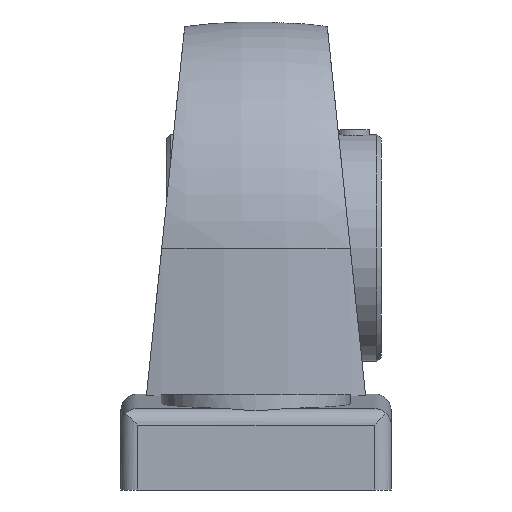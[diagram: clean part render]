
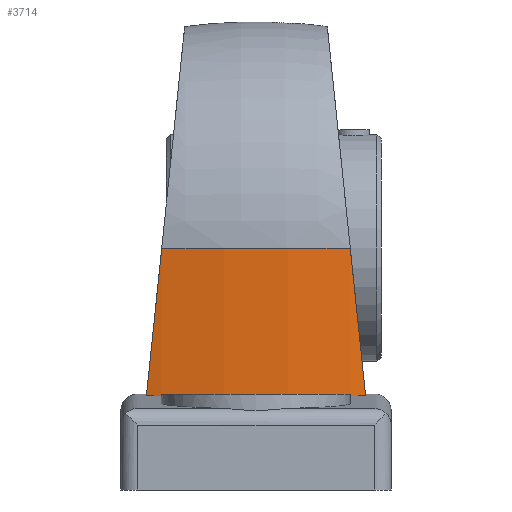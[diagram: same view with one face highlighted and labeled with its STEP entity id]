
A CAD part, front view. The second image highlights one B-rep face of the part: STEP entity #3714.
In plain terms, the highlighted cylindrical face has radius 96.062 mm (diameter 192.125 mm), a partial arc.
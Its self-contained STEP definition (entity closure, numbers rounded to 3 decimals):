
#98 = EDGE_CURVE ( 'NONE', #10086, #1153, #2389, .T. ) ;
#386 = VERTEX_POINT ( 'NONE', #8235 ) ;
#490 = ORIENTED_EDGE ( 'NONE', *, *, #7128, .T. ) ;
#576 = EDGE_CURVE ( 'NONE', #2841, #1153, #3535, .T. ) ;
#653 = CARTESIAN_POINT ( 'NONE',  ( 16.8, -38.62, -26.247 ) ) ;
#1039 = CARTESIAN_POINT ( 'NONE',  ( -16.8, -38.62, -25.9 ) ) ;
#1058 = CARTESIAN_POINT ( 'NONE',  ( -18.555, -38.295, -26.23 ) ) ;
#1153 = VERTEX_POINT ( 'NONE', #653 ) ;
#1239 = DIRECTION ( 'NONE',  ( -1., 0., 0. ) ) ;
#1374 = ORIENTED_EDGE ( 'NONE', *, *, #7903, .F. ) ;
#1436 = ORIENTED_EDGE ( 'NONE', *, *, #98, .T. ) ;
#1623 =( BOUNDED_CURVE ( )  B_SPLINE_CURVE ( 3, ( #9603, #5267, #3712, #7801 ),
 .UNSPECIFIED., .F., .T. ) 
 B_SPLINE_CURVE_WITH_KNOTS ( ( 4, 4 ),
 ( 4.887, 4.916 ),
 .UNSPECIFIED. ) 
 CURVE ( )  GEOMETRIC_REPRESENTATION_ITEM ( )  RATIONAL_B_SPLINE_CURVE ( ( 1., 1., 1., 1. ) ) 
 REPRESENTATION_ITEM ( '' )  );
#2058 = CARTESIAN_POINT ( 'NONE',  ( -19.43, -38.115, -26.22 ) ) ;
#2389 = LINE ( 'NONE', #5817, #4737 ) ;
#2559 = ORIENTED_EDGE ( 'NONE', *, *, #4253, .T. ) ;
#2659 = DIRECTION ( 'NONE',  ( -1., 0., 0. ) ) ;
#2737 = ORIENTED_EDGE ( 'NONE', *, *, #3769, .T. ) ;
#2839 = CARTESIAN_POINT ( 'NONE',  ( -17.679, -38.463, -26.239 ) ) ;
#2841 = VERTEX_POINT ( 'NONE', #7774 ) ;
#2930 = LINE ( 'NONE', #8982, #4156 ) ;
#3182 = CARTESIAN_POINT ( 'NONE',  ( 19.43, -38.115, -26.22 ) ) ;
#3535 =( BOUNDED_CURVE ( )  B_SPLINE_CURVE ( 3, ( #4003, #8262, #6548, #8103 ),
 .UNSPECIFIED., .F., .T. ) 
 B_SPLINE_CURVE_WITH_KNOTS ( ( 4, 4 ),
 ( 6.08, 6.107 ),
 .UNSPECIFIED. ) 
 CURVE ( )  GEOMETRIC_REPRESENTATION_ITEM ( )  RATIONAL_B_SPLINE_CURVE ( ( 1., 1., 1., 1. ) ) 
 REPRESENTATION_ITEM ( '' )  );
#3679 = DIRECTION ( 'NONE',  ( 0., 0., 1. ) ) ;
#3712 = CARTESIAN_POINT ( 'NONE',  ( -18.526, -38.301, -17.505 ) ) ;
#3714 = ADVANCED_FACE ( 'NONE', ( #4527 ), #6849, .T. ) ;
#3769 = EDGE_CURVE ( 'NONE', #8843, #5928, #2930, .T. ) ;
#4003 = CARTESIAN_POINT ( 'NONE',  ( 19.43, -38.115, -26.22 ) ) ;
#4120 = ORIENTED_EDGE ( 'NONE', *, *, #9341, .T. ) ;
#4156 = VECTOR ( 'NONE', #6347, 1000. ) ;
#4253 = EDGE_CURVE ( 'NONE', #10249, #386, #1623, .T. ) ;
#4489 = CARTESIAN_POINT ( 'NONE',  ( -16.8, -38.62, -26.247 ) ) ;
#4527 = FACE_OUTER_BOUND ( 'NONE', #6529, .T. ) ;
#4737 = VECTOR ( 'NONE', #9116, 1000. ) ;
#4745 = CARTESIAN_POINT ( 'NONE',  ( 18.526, -38.301, -17.505 ) ) ;
#4946 = AXIS2_PLACEMENT_3D ( 'NONE', #8803, #3679, #1239 ) ;
#5267 = CARTESIAN_POINT ( 'NONE',  ( -17.62, -38.475, -8.764 ) ) ;
#5330 = AXIS2_PLACEMENT_3D ( 'NONE', #8537, #10066, #6716 ) ;
#5391 = EDGE_CURVE ( 'NONE', #5928, #10086, #10028, .T. ) ;
#5817 = CARTESIAN_POINT ( 'NONE',  ( 16.8, -38.62, -26.112 ) ) ;
#5928 = VERTEX_POINT ( 'NONE', #1039 ) ;
#6049 = VERTEX_POINT ( 'NONE', #7009 ) ;
#6347 = DIRECTION ( 'NONE',  ( 0., 0., 1. ) ) ;
#6529 = EDGE_LOOP ( 'NONE', ( #2737, #10683, #1436, #7044, #4120, #490, #2559, #1374 ) ) ;
#6548 = CARTESIAN_POINT ( 'NONE',  ( 17.679, -38.463, -26.239 ) ) ;
#6716 = DIRECTION ( 'NONE',  ( -1., 0., 0. ) ) ;
#6849 = CYLINDRICAL_SURFACE ( 'NONE', #6994, 96.063 ) ;
#6994 = AXIS2_PLACEMENT_3D ( 'NONE', #10192, #9481, #2659 ) ;
#7009 = CARTESIAN_POINT ( 'NONE',  ( 16.711, -38.635, 0. ) ) ;
#7044 = ORIENTED_EDGE ( 'NONE', *, *, #576, .F. ) ;
#7128 = EDGE_CURVE ( 'NONE', #6049, #10249, #10060, .T. ) ;
#7382 = CARTESIAN_POINT ( 'NONE',  ( 16.711, -38.635, 0. ) ) ;
#7774 = CARTESIAN_POINT ( 'NONE',  ( 19.43, -38.115, -26.22 ) ) ;
#7801 = CARTESIAN_POINT ( 'NONE',  ( -19.43, -38.115, -26.22 ) ) ;
#7903 = EDGE_CURVE ( 'NONE', #8843, #386, #8207, .T. ) ;
#8103 = CARTESIAN_POINT ( 'NONE',  ( 16.8, -38.62, -26.247 ) ) ;
#8207 =( BOUNDED_CURVE ( )  B_SPLINE_CURVE ( 3, ( #4489, #2839, #1058, #2058 ),
 .UNSPECIFIED., .F., .T. ) 
 B_SPLINE_CURVE_WITH_KNOTS ( ( 4, 4 ),
 ( 0.176, 0.204 ),
 .UNSPECIFIED. ) 
 CURVE ( )  GEOMETRIC_REPRESENTATION_ITEM ( )  RATIONAL_B_SPLINE_CURVE ( ( 1., 1., 1., 1. ) ) 
 REPRESENTATION_ITEM ( '' )  );
#8235 = CARTESIAN_POINT ( 'NONE',  ( -19.43, -38.115, -26.22 ) ) ;
#8262 = CARTESIAN_POINT ( 'NONE',  ( 18.555, -38.295, -26.23 ) ) ;
#8268 =( BOUNDED_CURVE ( )  B_SPLINE_CURVE ( 3, ( #3182, #4745, #9852, #7382 ),
 .UNSPECIFIED., .F., .T. ) 
 B_SPLINE_CURVE_WITH_KNOTS ( ( 4, 4 ),
 ( 4.509, 4.538 ),
 .UNSPECIFIED. ) 
 CURVE ( )  GEOMETRIC_REPRESENTATION_ITEM ( )  RATIONAL_B_SPLINE_CURVE ( ( 1., 1., 1., 1. ) ) 
 REPRESENTATION_ITEM ( '' )  );
#8537 = CARTESIAN_POINT ( 'NONE',  ( 0., 55.962, 0. ) ) ;
#8779 = CARTESIAN_POINT ( 'NONE',  ( -16.8, -38.62, -26.247 ) ) ;
#8803 = CARTESIAN_POINT ( 'NONE',  ( 0., 55.962, -25.9 ) ) ;
#8843 = VERTEX_POINT ( 'NONE', #8779 ) ;
#8982 = CARTESIAN_POINT ( 'NONE',  ( -16.8, -38.62, -26.112 ) ) ;
#9116 = DIRECTION ( 'NONE',  ( 0., 0., -1. ) ) ;
#9341 = EDGE_CURVE ( 'NONE', #2841, #6049, #8268, .T. ) ;
#9404 = CARTESIAN_POINT ( 'NONE',  ( -16.711, -38.635, 0. ) ) ;
#9481 = DIRECTION ( 'NONE',  ( 0., 0., 1. ) ) ;
#9603 = CARTESIAN_POINT ( 'NONE',  ( -16.711, -38.635, 0. ) ) ;
#9852 = CARTESIAN_POINT ( 'NONE',  ( 17.62, -38.475, -8.764 ) ) ;
#10028 = CIRCLE ( 'NONE', #4946, 96.063 ) ;
#10060 = CIRCLE ( 'NONE', #5330, 96.063 ) ;
#10066 = DIRECTION ( 'NONE',  ( 0., 0., -1. ) ) ;
#10086 = VERTEX_POINT ( 'NONE', #10723 ) ;
#10192 = CARTESIAN_POINT ( 'NONE',  ( 0., 55.962, -26.9 ) ) ;
#10249 = VERTEX_POINT ( 'NONE', #9404 ) ;
#10683 = ORIENTED_EDGE ( 'NONE', *, *, #5391, .T. ) ;
#10723 = CARTESIAN_POINT ( 'NONE',  ( 16.8, -38.62, -25.9 ) ) ;
